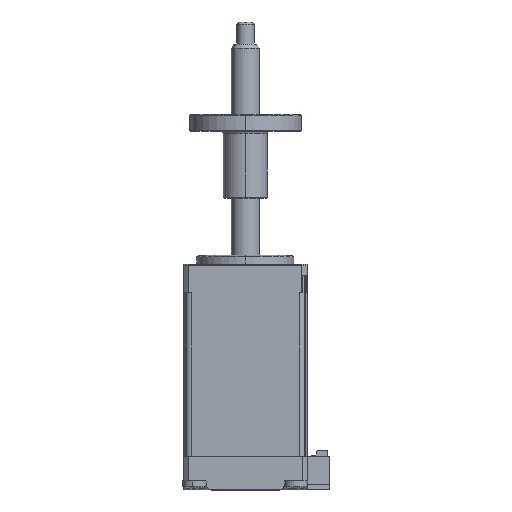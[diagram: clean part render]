
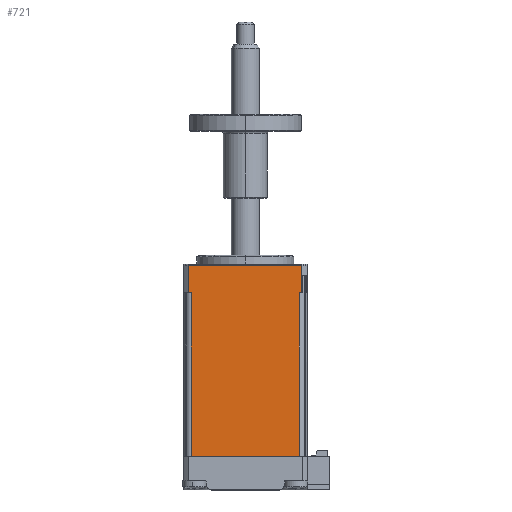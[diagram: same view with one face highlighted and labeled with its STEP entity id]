
A CAD part, top view. The second image highlights one B-rep face of the part: STEP entity #721.
In plain terms, the highlighted planar face has unit normal (0, 0, 1).
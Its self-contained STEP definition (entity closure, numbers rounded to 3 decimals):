
#75 = CARTESIAN_POINT ( 'NONE',  ( 14.081, 23.876, 47.6 ) ) ;
#135 = CARTESIAN_POINT ( 'NONE',  ( -10.959, -19.524, 47.6 ) ) ;
#306 = VECTOR ( 'NONE', #11284, 1000. ) ;
#421 = CARTESIAN_POINT ( 'NONE',  ( -11.609, 17.576, 47.6 ) ) ;
#568 = DIRECTION ( 'NONE',  ( 0., 1., 0. ) ) ;
#601 = LINE ( 'NONE', #5007, #306 ) ;
#721 = ADVANCED_FACE ( 'NONE', ( #3722 ), #6920, .F. ) ;
#924 = CARTESIAN_POINT ( 'NONE',  ( -10.959, -19.524, 47.6 ) ) ;
#1264 = VERTEX_POINT ( 'NONE', #1655 ) ;
#1340 = CARTESIAN_POINT ( 'NONE',  ( -11.609, 17.576, 47.6 ) ) ;
#1426 = CARTESIAN_POINT ( 'NONE',  ( 14.081, 16.476, 47.6 ) ) ;
#1452 = VECTOR ( 'NONE', #8190, 1000. ) ;
#1655 = CARTESIAN_POINT ( 'NONE',  ( -11.609, 23.876, 47.6 ) ) ;
#1803 = DIRECTION ( 'NONE',  ( 0., 0., -1. ) ) ;
#1845 = EDGE_CURVE ( 'NONE', #8528, #4112, #11003, .T. ) ;
#1865 = VECTOR ( 'NONE', #4871, 1000. ) ;
#2038 = CARTESIAN_POINT ( 'NONE',  ( 13.536, -19.524, 47.6 ) ) ;
#2062 = VECTOR ( 'NONE', #8361, 1000. ) ;
#2212 = VECTOR ( 'NONE', #568, 1000. ) ;
#2388 = CARTESIAN_POINT ( 'NONE',  ( -10.959, 17.576, 47.6 ) ) ;
#2538 = EDGE_CURVE ( 'NONE', #9656, #8528, #7454, .T. ) ;
#3573 = EDGE_CURVE ( 'NONE', #11338, #6585, #6932, .T. ) ;
#3722 = FACE_OUTER_BOUND ( 'NONE', #7086, .T. ) ;
#3940 = EDGE_CURVE ( 'NONE', #4112, #1264, #10434, .T. ) ;
#4112 = VERTEX_POINT ( 'NONE', #1340 ) ;
#4305 = VECTOR ( 'NONE', #9775, 1000. ) ;
#4311 = AXIS2_PLACEMENT_3D ( 'NONE', #6200, #1803, #4719 ) ;
#4382 = EDGE_CURVE ( 'NONE', #10307, #10478, #601, .T. ) ;
#4577 = CARTESIAN_POINT ( 'NONE',  ( -11.609, 16.476, 47.6 ) ) ;
#4719 = DIRECTION ( 'NONE',  ( 0., 1., 0. ) ) ;
#4871 = DIRECTION ( 'NONE',  ( -1., 0., 0. ) ) ;
#5007 = CARTESIAN_POINT ( 'NONE',  ( 13.536, -19.524, 47.6 ) ) ;
#5353 = ORIENTED_EDGE ( 'NONE', *, *, #3940, .F. ) ;
#5377 = VECTOR ( 'NONE', #9520, 1000. ) ;
#5967 = CARTESIAN_POINT ( 'NONE',  ( -10.959, -19.524, 47.6 ) ) ;
#6200 = CARTESIAN_POINT ( 'NONE',  ( -10.959, -19.524, 47.6 ) ) ;
#6554 = ORIENTED_EDGE ( 'NONE', *, *, #7723, .T. ) ;
#6585 = VERTEX_POINT ( 'NONE', #75 ) ;
#6658 = LINE ( 'NONE', #924, #4305 ) ;
#6748 = CARTESIAN_POINT ( 'NONE',  ( 13.536, 17.576, 47.6 ) ) ;
#6920 = PLANE ( 'NONE',  #4311 ) ;
#6932 = LINE ( 'NONE', #1426, #2212 ) ;
#7086 = EDGE_LOOP ( 'NONE', ( #7979, #10168, #11251, #6554, #5353, #9518, #10069, #9291 ) ) ;
#7454 = LINE ( 'NONE', #5967, #5377 ) ;
#7499 = CARTESIAN_POINT ( 'NONE',  ( -11.609, 23.876, 47.6 ) ) ;
#7723 = EDGE_CURVE ( 'NONE', #6585, #1264, #8940, .T. ) ;
#7979 = ORIENTED_EDGE ( 'NONE', *, *, #4382, .T. ) ;
#8029 = VECTOR ( 'NONE', #8166, 1000. ) ;
#8166 = DIRECTION ( 'NONE',  ( 0., 1., 0. ) ) ;
#8190 = DIRECTION ( 'NONE',  ( -1., 0., 0. ) ) ;
#8361 = DIRECTION ( 'NONE',  ( -1., 0., 0. ) ) ;
#8443 = CARTESIAN_POINT ( 'NONE',  ( 14.081, 17.576, 47.6 ) ) ;
#8528 = VERTEX_POINT ( 'NONE', #2388 ) ;
#8940 = LINE ( 'NONE', #7499, #1865 ) ;
#9052 = CARTESIAN_POINT ( 'NONE',  ( -11.609, 17.576, 47.6 ) ) ;
#9249 = EDGE_CURVE ( 'NONE', #11338, #10478, #10913, .T. ) ;
#9291 = ORIENTED_EDGE ( 'NONE', *, *, #10140, .F. ) ;
#9518 = ORIENTED_EDGE ( 'NONE', *, *, #1845, .F. ) ;
#9520 = DIRECTION ( 'NONE',  ( 0., 1., 0. ) ) ;
#9656 = VERTEX_POINT ( 'NONE', #135 ) ;
#9775 = DIRECTION ( 'NONE',  ( -1., 0., 0. ) ) ;
#10069 = ORIENTED_EDGE ( 'NONE', *, *, #2538, .F. ) ;
#10140 = EDGE_CURVE ( 'NONE', #10307, #9656, #6658, .T. ) ;
#10168 = ORIENTED_EDGE ( 'NONE', *, *, #9249, .F. ) ;
#10307 = VERTEX_POINT ( 'NONE', #2038 ) ;
#10434 = LINE ( 'NONE', #4577, #8029 ) ;
#10478 = VERTEX_POINT ( 'NONE', #6748 ) ;
#10913 = LINE ( 'NONE', #9052, #1452 ) ;
#11003 = LINE ( 'NONE', #421, #2062 ) ;
#11251 = ORIENTED_EDGE ( 'NONE', *, *, #3573, .T. ) ;
#11284 = DIRECTION ( 'NONE',  ( 0., 1., 0. ) ) ;
#11338 = VERTEX_POINT ( 'NONE', #8443 ) ;
